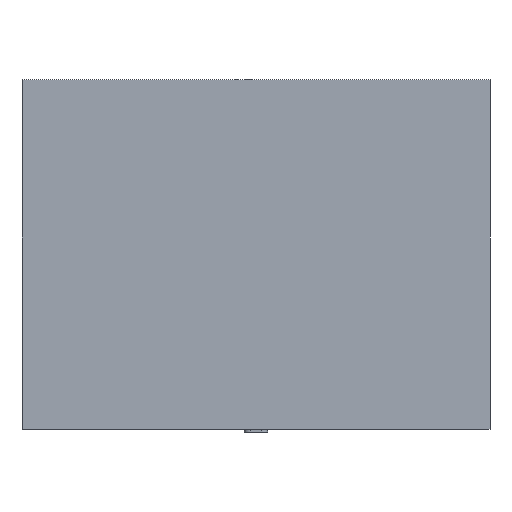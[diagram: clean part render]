
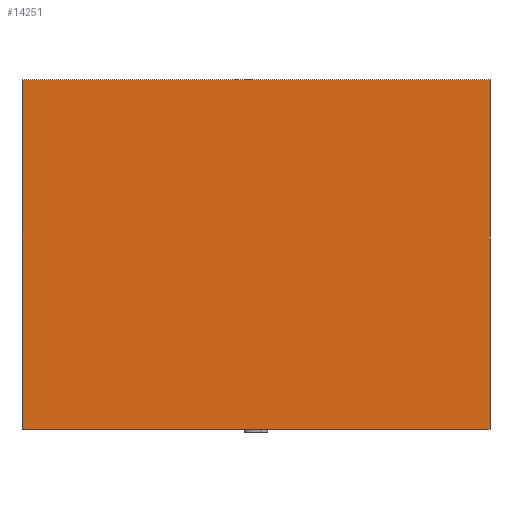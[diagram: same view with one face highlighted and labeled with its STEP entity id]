
A CAD part, front view. The second image highlights one B-rep face of the part: STEP entity #14251.
In plain terms, the highlighted planar face has unit normal (0, -1, 0).
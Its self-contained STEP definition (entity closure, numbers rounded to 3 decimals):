
#1531=FACE_OUTER_BOUND('',#2336,.T.);
#2336=EDGE_LOOP('',(#9793,#9794,#9795,#9796));
#3423=LINE('',#20892,#4916);
#3439=LINE('',#20925,#4932);
#3443=LINE('',#20932,#4936);
#3445=LINE('',#20935,#4938);
#4916=VECTOR('',#16670,10.);
#4932=VECTOR('',#16698,10.);
#4936=VECTOR('',#16704,10.);
#4938=VECTOR('',#16708,10.);
#6402=VERTEX_POINT('',#20889);
#6403=VERTEX_POINT('',#20891);
#6413=VERTEX_POINT('',#20923);
#6414=VERTEX_POINT('',#20924);
#7719=EDGE_CURVE('',#6402,#6403,#3423,.T.);
#7735=EDGE_CURVE('',#6413,#6414,#3439,.T.);
#7739=EDGE_CURVE('',#6403,#6413,#3443,.T.);
#7741=EDGE_CURVE('',#6414,#6402,#3445,.T.);
#9793=ORIENTED_EDGE('',*,*,#7741,.F.);
#9794=ORIENTED_EDGE('',*,*,#7735,.F.);
#9795=ORIENTED_EDGE('',*,*,#7739,.F.);
#9796=ORIENTED_EDGE('',*,*,#7719,.F.);
#13731=PLANE('',#15282);
#14251=ADVANCED_FACE('',(#1531),#13731,.F.);
#15282=AXIS2_PLACEMENT_3D('',#20938,#16712,#16713);
#16670=DIRECTION('',(-1.,0.,0.));
#16698=DIRECTION('',(1.,0.,0.));
#16704=DIRECTION('',(0.,0.,1.));
#16708=DIRECTION('',(0.,0.,-1.));
#16712=DIRECTION('center_axis',(0.,1.,0.));
#16713=DIRECTION('ref_axis',(1.,0.,0.));
#20889=CARTESIAN_POINT('',(160.338,0.,-119.856));
#20891=CARTESIAN_POINT('',(-160.338,0.,-119.856));
#20892=CARTESIAN_POINT('',(160.338,0.,-119.856));
#20923=CARTESIAN_POINT('',(-160.338,0.,119.856));
#20924=CARTESIAN_POINT('',(160.338,0.,119.856));
#20925=CARTESIAN_POINT('',(-160.338,0.,119.856));
#20932=CARTESIAN_POINT('',(-160.338,0.,-119.856));
#20935=CARTESIAN_POINT('',(160.338,0.,119.856));
#20938=CARTESIAN_POINT('Origin',(0.,0.,0.));
